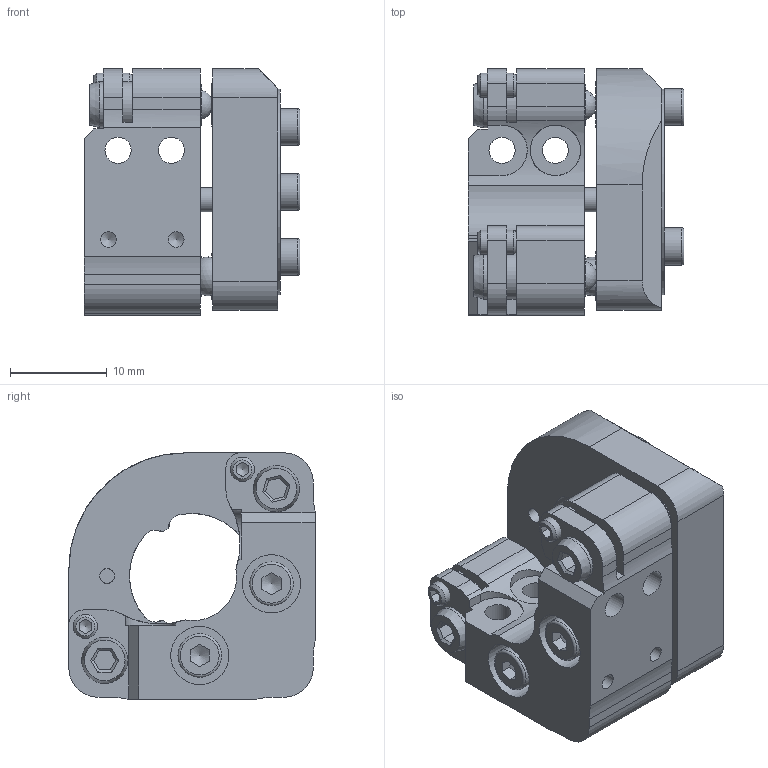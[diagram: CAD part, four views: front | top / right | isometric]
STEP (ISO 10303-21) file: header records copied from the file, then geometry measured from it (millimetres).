
FILE_DESCRIPTION(/* description */ (''),/* implementation_level */ '2;1');
FILE_NAME(/* name */ 'SD-127-03-VC-RS-M.stp',/* time_stamp */ '2021-02-02T15:29:44+02:00',/* author */ ('vytau'),/* organization */ (''),/* preprocessor_version */ 'ST-DEVELOPER v18',/* originating_system */ 'Autodesk Inventor 2020',/* authorisation */ '');
FILE_SCHEMA (('CONFIG_CONTROL_DESIGN'));
Length unit declared in the file: millimetre
Products named in the file (11): SupaDupa-12.7 final; Part8-127; Part9-127; 0544-E0W; Part1; Spyruokle veidrodziui-127-3x120; ISO 4762 - M2 x 4(1); ISO 4026 - M2.5 x 4(1); ISO 4762 - M2.5 x 16(1); RIT; IPJ
Assembly tree (15 placements, depth 2):
  SupaDupa-12.7 final
    Part8-127
    Part9-127
    0544-E0W  x2
    Part1
    Spyruokle veidrodziui-127-3x120
    ISO 4762 - M2 x 4(1)  x3
    ISO 4026 - M2.5 x 4(1)  x2
    ISO 4762 - M2.5 x 16(1)  x2
    RIT
    IPJ
Bounding box: 22.25 x 25.4 x 25.4 mm (x, y, z)
Volume: 6428.9 mm3; surface area: 6845.9 mm2
Topology: 17 solids, 17 shells, 338 faces, 948 edges, 649 vertices
Faces by surface type: plane 169, cylinder 122, cone 31, torus 13, sphere 3
Full cylindrical faces by diameter (mm): 1.567 x3, 1.6 x4, 2 x3, 2.013 x4, 2.2 x3, 2.5 x6, 2.7 x4, 3.188 x2, 3.2 x2, 3.8 x3, 4 x1, 4.5 x3, 4.75 x2, 4.763 x2, 5 x4, 5.1 x2, 5.2 x2, 6 x2, 12.9 x1, 21.2 x1
Entity records: 9443 total; most frequent: CARTESIAN_POINT 1790, DIRECTION 1616, ORIENTED_EDGE 1458, EDGE_CURVE 729, AXIS2_PLACEMENT_3D 630, VERTEX_POINT 510, LINE 356, VECTOR 356
